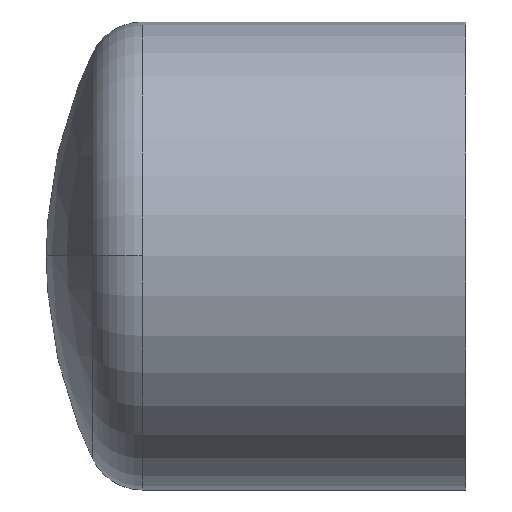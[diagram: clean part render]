
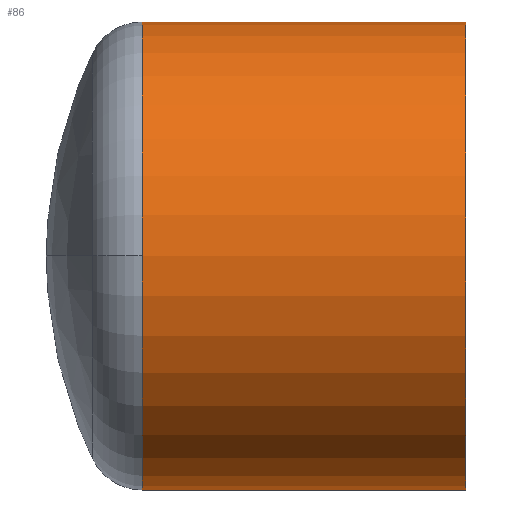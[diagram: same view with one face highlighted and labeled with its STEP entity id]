
A CAD part, top view. The second image highlights one B-rep face of the part: STEP entity #86.
In plain terms, the highlighted cylindrical face has radius 125 mm (diameter 250 mm), a partial arc.
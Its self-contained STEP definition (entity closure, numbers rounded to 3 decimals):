
#86 = ADVANCED_FACE( '', ( #223 ), #224, .T. );
#102 = EDGE_CURVE( '', #190, #108, #241, .T. );
#104 = VERTEX_POINT( '', #243 );
#108 = VERTEX_POINT( '', #247 );
#112 = VERTEX_POINT( '', #252 );
#138 = VERTEX_POINT( '', #278 );
#140 = EDGE_CURVE( '', #112, #104, #280, .T. );
#184 = EDGE_CURVE( '', #104, #138, #332, .T. );
#190 = VERTEX_POINT( '', #340 );
#200 = EDGE_CURVE( '', #138, #108, #350, .T. );
#202 = EDGE_CURVE( '', #112, #190, #352, .T. );
#223 = FACE_OUTER_BOUND( '', #363, .T. );
#224 = CYLINDRICAL_SURFACE( '', #364, 125. );
#241 = CIRCLE( '', #385, 125. );
#243 = CARTESIAN_POINT( '', ( 0., -125., 0. ) );
#247 = CARTESIAN_POINT( '', ( -172.683, 125., 0. ) );
#252 = CARTESIAN_POINT( '', ( -172.683, -125., 0. ) );
#278 = CARTESIAN_POINT( '', ( 0., 125., 0. ) );
#280 = LINE( '', #433, #434 );
#332 = CIRCLE( '', #498, 125. );
#340 = CARTESIAN_POINT( '', ( -172.683, 0., 125. ) );
#350 = LINE( '', #519, #520 );
#352 = CIRCLE( '', #523, 125. );
#363 = EDGE_LOOP( '', ( #535, #536, #537, #538, #539 ) );
#364 = AXIS2_PLACEMENT_3D( '', #540, #541, #542 );
#385 = AXIS2_PLACEMENT_3D( '', #562, #563, #564 );
#433 = CARTESIAN_POINT( '', ( -86.342, -125., 0. ) );
#434 = VECTOR( '', #600, 1. );
#498 = AXIS2_PLACEMENT_3D( '', #684, #685, #686 );
#519 = CARTESIAN_POINT( '', ( -86.342, 125., 0. ) );
#520 = VECTOR( '', #706, 1. );
#523 = AXIS2_PLACEMENT_3D( '', #707, #708, #709 );
#535 = ORIENTED_EDGE( '', *, *, #200, .T. );
#536 = ORIENTED_EDGE( '', *, *, #102, .F. );
#537 = ORIENTED_EDGE( '', *, *, #202, .F. );
#538 = ORIENTED_EDGE( '', *, *, #140, .T. );
#539 = ORIENTED_EDGE( '', *, *, #184, .T. );
#540 = CARTESIAN_POINT( '', ( -86.342, 0., 0. ) );
#541 = DIRECTION( '', ( 1., 0., 0. ) );
#542 = DIRECTION( '', ( 0., 1., 0. ) );
#562 = CARTESIAN_POINT( '', ( -172.683, 0., 0. ) );
#563 = DIRECTION( '', ( -1., 0., 0. ) );
#564 = DIRECTION( '', ( 0., 1., 0. ) );
#600 = DIRECTION( '', ( 1., 0., 0. ) );
#684 = CARTESIAN_POINT( '', ( 0., 0., 0. ) );
#685 = DIRECTION( '', ( -1., 0., 0. ) );
#686 = DIRECTION( '', ( 0., 1., 0. ) );
#706 = DIRECTION( '', ( -1., 0., 0. ) );
#707 = CARTESIAN_POINT( '', ( -172.683, 0., 0. ) );
#708 = DIRECTION( '', ( -1., 0., 0. ) );
#709 = DIRECTION( '', ( 0., 1., 0. ) );
